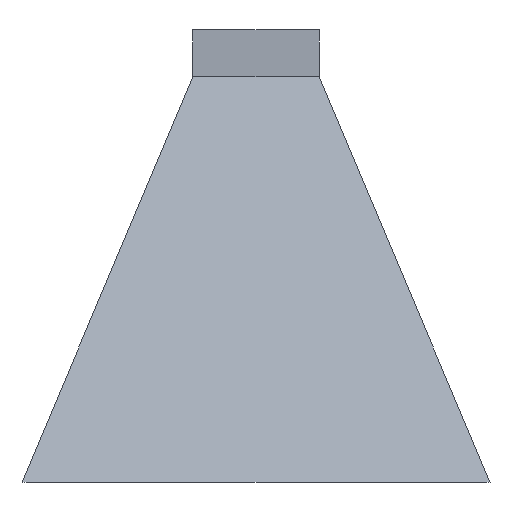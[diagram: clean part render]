
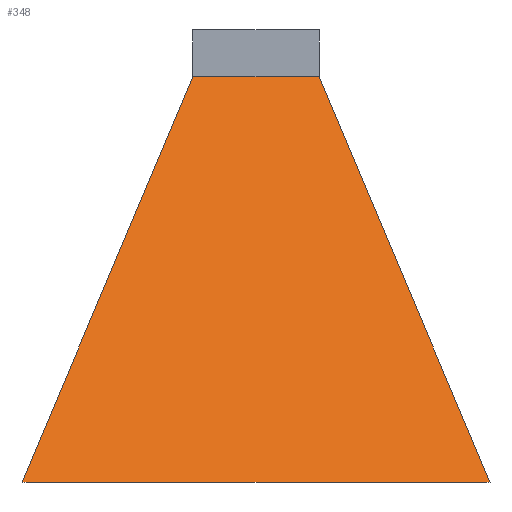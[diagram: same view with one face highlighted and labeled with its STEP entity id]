
A CAD part, front view. The second image highlights one B-rep face of the part: STEP entity #348.
In plain terms, the highlighted planar face has unit normal (0, -0.895, 0.447).
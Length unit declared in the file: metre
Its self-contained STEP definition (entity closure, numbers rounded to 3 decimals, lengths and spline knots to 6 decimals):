
#26=ORIENTED_EDGE('',*,*,#117,.T.);
#27=ORIENTED_EDGE('',*,*,#121,.F.);
#28=ORIENTED_EDGE('',*,*,#122,.F.);
#29=ORIENTED_EDGE('',*,*,#123,.T.);
#117=EDGE_CURVE('',#165,#164,#193,.T.);
#121=EDGE_CURVE('',#168,#164,#197,.F.);
#122=EDGE_CURVE('',#169,#168,#198,.T.);
#123=EDGE_CURVE('',#169,#165,#199,.F.);
#164=VERTEX_POINT('',#513);
#165=VERTEX_POINT('',#515);
#168=VERTEX_POINT('',#523);
#169=VERTEX_POINT('',#525);
#193=LINE('',#514,#241);
#197=LINE('',#522,#245);
#198=LINE('',#524,#246);
#199=LINE('',#526,#247);
#241=VECTOR('',#417,1.);
#245=VECTOR('',#423,1.);
#246=VECTOR('',#424,1.);
#247=VECTOR('',#425,1.);
#283=EDGE_LOOP('',(#26,#27,#28,#29));
#305=FACE_BOUND('',#283,.T.);
#327=PLANE('',#382);
#348=ADVANCED_FACE('',(#305),#327,.F.);
#382=AXIS2_PLACEMENT_3D('',#521,#421,#422);
#417=DIRECTION('',(-0.353,0.418,0.837));
#421=DIRECTION('',(0.,0.895,-0.447));
#422=DIRECTION('',(0.,0.447,0.895));
#423=DIRECTION('',(-1.,0.,0.));
#424=DIRECTION('',(0.353,0.418,0.837));
#425=DIRECTION('',(-1.,0.,0.));
#513=CARTESIAN_POINT('',(0.020193,-0.010097,0.13));
#514=CARTESIAN_POINT('',(0.075,-0.075,0.));
#515=CARTESIAN_POINT('',(0.075,-0.075,0.));
#521=CARTESIAN_POINT('',(0.,-0.060036,0.029973));
#522=CARTESIAN_POINT('',(0.,-0.010097,0.13));
#523=CARTESIAN_POINT('',(-0.020193,-0.010097,0.13));
#524=CARTESIAN_POINT('',(-0.075,-0.075,0.));
#525=CARTESIAN_POINT('',(-0.075,-0.075,0.));
#526=CARTESIAN_POINT('',(0.,-0.075,0.));
